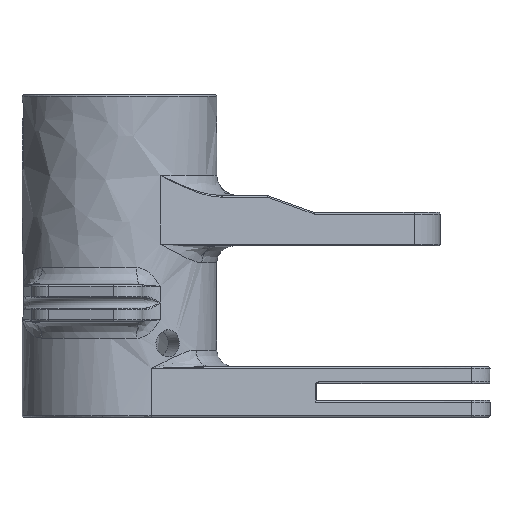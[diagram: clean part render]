
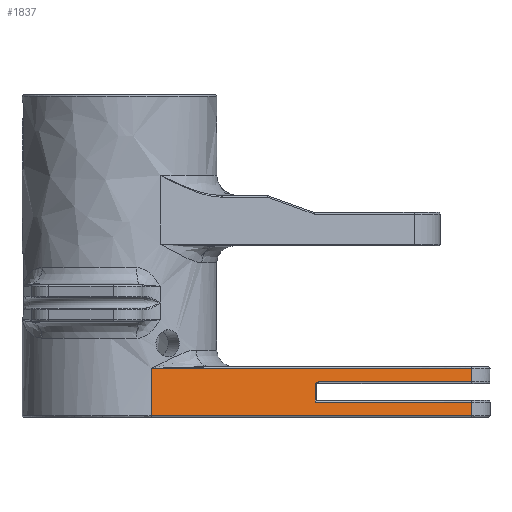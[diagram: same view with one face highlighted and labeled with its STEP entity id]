
A CAD part, front view. The second image highlights one B-rep face of the part: STEP entity #1837.
In plain terms, the highlighted free-form (B-spline) face has degree [1, 1] with [2, 2] control points.
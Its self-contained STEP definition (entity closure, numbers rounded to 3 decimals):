
#776 = VERTEX_POINT('',#777);
#777 = CARTESIAN_POINT('',(9.155,-26.494,0.483
    ));
#783 = EDGE_CURVE('',#784,#776,#786,.T.);
#784 = VERTEX_POINT('',#785);
#785 = CARTESIAN_POINT('',(9.155,-26.494,
    14.015));
#786 = B_SPLINE_CURVE_WITH_KNOTS('',1,(#787,#788),.UNSPECIFIED.,.F.,.F.,
  (2,2),(0.5,14.5),.PIECEWISE_BEZIER_KNOTS.);
#787 = CARTESIAN_POINT('',(9.155,-26.494,
    14.015));
#788 = CARTESIAN_POINT('',(9.155,-26.494,0.483
    ));
#1837 = ADVANCED_FACE('',(#1838),#1896,.F.);
#1838 = FACE_BOUND('',#1839,.T.);
#1839 = EDGE_LOOP('',(#1840,#1850,#1857,#1864,#1869,#1870,#1877,#1884,
    #1891));
#1840 = ORIENTED_EDGE('',*,*,#1841,.T.);
#1841 = EDGE_CURVE('',#1842,#1844,#1846,.T.);
#1842 = VERTEX_POINT('',#1843);
#1843 = CARTESIAN_POINT('',(56.36,-10.183,
    9.183));
#1844 = VERTEX_POINT('',#1845);
#1845 = CARTESIAN_POINT('',(57.277,-9.866,
    10.149));
#1846 = ( BOUNDED_CURVE() B_SPLINE_CURVE(2,(#1847,#1848,#1849),
.UNSPECIFIED.,.F.,.F.) B_SPLINE_CURVE_WITH_KNOTS((3,3),(3.142,
4.712),.PIECEWISE_BEZIER_KNOTS.) CURVE() 
GEOMETRIC_REPRESENTATION_ITEM() RATIONAL_B_SPLINE_CURVE((1.,
0.707,1.)) REPRESENTATION_ITEM('') );
#1847 = CARTESIAN_POINT('',(56.36,-10.183,
    9.183));
#1848 = CARTESIAN_POINT('',(56.36,-10.183,
    10.149));
#1849 = CARTESIAN_POINT('',(57.277,-9.866,
    10.149));
#1850 = ORIENTED_EDGE('',*,*,#1851,.T.);
#1851 = EDGE_CURVE('',#1844,#1852,#1854,.T.);
#1852 = VERTEX_POINT('',#1853);
#1853 = CARTESIAN_POINT('',(101.456,5.4,
    10.149));
#1854 = B_SPLINE_CURVE_WITH_KNOTS('',1,(#1855,#1856),.UNSPECIFIED.,.F.,
  .F.,(2,2),(-48.359,0.),
  .PIECEWISE_BEZIER_KNOTS.);
#1855 = CARTESIAN_POINT('',(57.277,-9.866,
    10.149));
#1856 = CARTESIAN_POINT('',(101.456,5.4,
    10.149));
#1857 = ORIENTED_EDGE('',*,*,#1858,.F.);
#1858 = EDGE_CURVE('',#1859,#1852,#1861,.T.);
#1859 = VERTEX_POINT('',#1860);
#1860 = CARTESIAN_POINT('',(101.456,5.4,
    14.015));
#1861 = B_SPLINE_CURVE_WITH_KNOTS('',1,(#1862,#1863),.UNSPECIFIED.,.F.,
  .F.,(2,2),(0.5,4.5),.PIECEWISE_BEZIER_KNOTS.);
#1862 = CARTESIAN_POINT('',(101.456,5.4,
    14.015));
#1863 = CARTESIAN_POINT('',(101.456,5.4,
    10.149));
#1864 = ORIENTED_EDGE('',*,*,#1865,.F.);
#1865 = EDGE_CURVE('',#784,#1859,#1866,.T.);
#1866 = B_SPLINE_CURVE_WITH_KNOTS('',1,(#1867,#1868),.UNSPECIFIED.,.F.,
  .F.,(2,2),(0.,101.033),
  .PIECEWISE_BEZIER_KNOTS.);
#1867 = CARTESIAN_POINT('',(9.155,-26.494,
    14.015));
#1868 = CARTESIAN_POINT('',(101.456,5.4,
    14.015));
#1869 = ORIENTED_EDGE('',*,*,#783,.T.);
#1870 = ORIENTED_EDGE('',*,*,#1871,.T.);
#1871 = EDGE_CURVE('',#776,#1872,#1874,.T.);
#1872 = VERTEX_POINT('',#1873);
#1873 = CARTESIAN_POINT('',(101.456,5.4,
    0.483));
#1874 = B_SPLINE_CURVE_WITH_KNOTS('',1,(#1875,#1876),.UNSPECIFIED.,.F.,
  .F.,(2,2),(0.,101.033),
  .PIECEWISE_BEZIER_KNOTS.);
#1875 = CARTESIAN_POINT('',(9.155,-26.494,
    0.483));
#1876 = CARTESIAN_POINT('',(101.456,5.4,
    0.483));
#1877 = ORIENTED_EDGE('',*,*,#1878,.F.);
#1878 = EDGE_CURVE('',#1879,#1872,#1881,.T.);
#1879 = VERTEX_POINT('',#1880);
#1880 = CARTESIAN_POINT('',(101.456,5.4,
    4.35));
#1881 = B_SPLINE_CURVE_WITH_KNOTS('',1,(#1882,#1883),.UNSPECIFIED.,.F.,
  .F.,(2,2),(10.5,14.5),.PIECEWISE_BEZIER_KNOTS.);
#1882 = CARTESIAN_POINT('',(101.456,5.4,
    4.35));
#1883 = CARTESIAN_POINT('',(101.456,5.4,
    0.483));
#1884 = ORIENTED_EDGE('',*,*,#1885,.T.);
#1885 = EDGE_CURVE('',#1879,#1886,#1888,.T.);
#1886 = VERTEX_POINT('',#1887);
#1887 = CARTESIAN_POINT('',(56.36,-10.183,
    4.35));
#1888 = B_SPLINE_CURVE_WITH_KNOTS('',1,(#1889,#1890),.UNSPECIFIED.,.F.,
  .F.,(2,2),(-48.905,0.457),.PIECEWISE_BEZIER_KNOTS.);
#1889 = CARTESIAN_POINT('',(101.456,5.4,
    4.35));
#1890 = CARTESIAN_POINT('',(56.36,-10.183,
    4.35));
#1891 = ORIENTED_EDGE('',*,*,#1892,.T.);
#1892 = EDGE_CURVE('',#1886,#1842,#1893,.T.);
#1893 = B_SPLINE_CURVE_WITH_KNOTS('',1,(#1894,#1895),.UNSPECIFIED.,.F.,
  .F.,(2,2),(-5.5,-0.5),.PIECEWISE_BEZIER_KNOTS.);
#1894 = CARTESIAN_POINT('',(56.36,-10.183,
    4.35));
#1895 = CARTESIAN_POINT('',(56.36,-10.183,
    9.183));
#1896 = B_SPLINE_SURFACE_WITH_KNOTS('',1,1,(
    (#1897,#1898)
    ,(#1899,#1900
    )),.UNSPECIFIED.,.F.,.F.,.F.,(2,2),(2,2),(-101.033,
    0.),(-14.5,-0.5),.PIECEWISE_BEZIER_KNOTS.);
#1897 = CARTESIAN_POINT('',(101.456,5.4,
    0.483));
#1898 = CARTESIAN_POINT('',(101.456,5.4,
    14.015));
#1899 = CARTESIAN_POINT('',(9.155,-26.494,
    0.483));
#1900 = CARTESIAN_POINT('',(9.155,-26.494,
    14.015));
